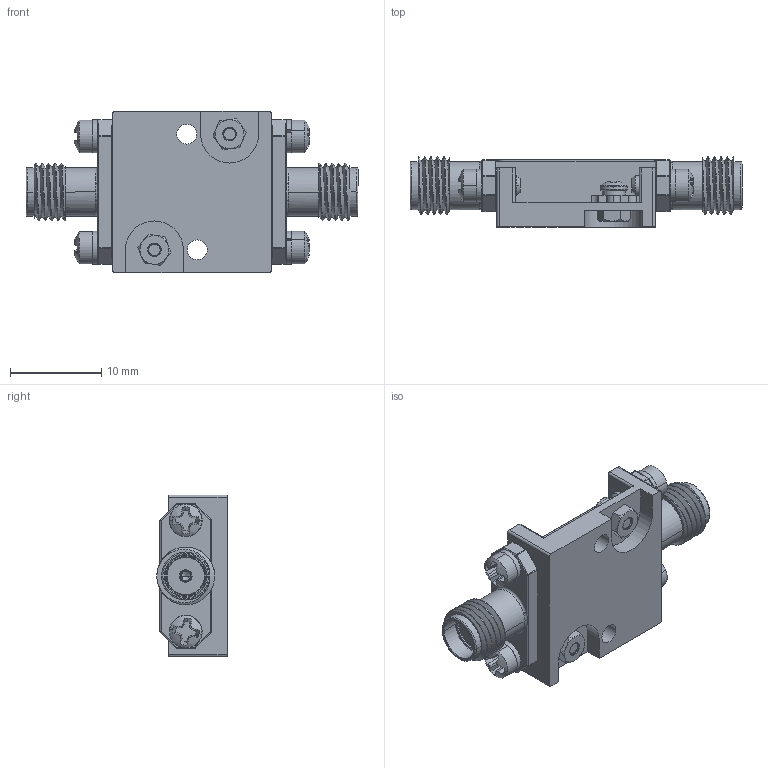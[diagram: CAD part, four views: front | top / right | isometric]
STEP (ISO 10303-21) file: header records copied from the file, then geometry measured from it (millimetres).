
FILE_DESCRIPTION (( 'STEP AP214' ), '1' );
FILE_NAME ('QSM-LP-14300-SFF.STEP', '2025-07-21T12:36:34', ( '' ), ( '' ), 'SwSTEP 2.0', 'SolidWorks 2024', '' );
FILE_SCHEMA (( 'AUTOMOTIVE_DESIGN' ));
Length unit declared in the file: inch
Products named in the file (1): QSM-LP-14300-SFF
Bounding box: 36.45 x 7.72 x 17.78 mm (x, y, z)
Volume: 2252.6 mm3; surface area: 3543.3 mm2
Topology: 23 solids, 23 shells, 842 faces, 3037 edges, 2318 vertices
Faces by surface type: plane 343, cylinder 259, cone 100, torus 88, sphere 44, bspline 8
Entity records: 45862 total; most frequent: CARTESIAN_POINT 8202, ORIENTED_EDGE 5994, DIRECTION 5309, EDGE_CURVE 2997, VERTEX_POINT 2318, LINE 1923, VECTOR 1923, AXIS2_PLACEMENT_3D 1693
